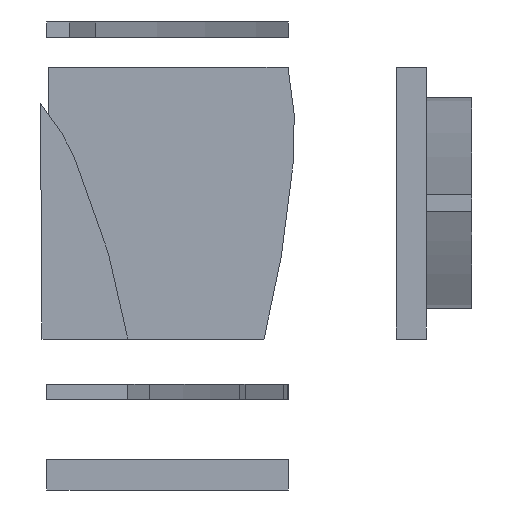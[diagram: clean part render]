
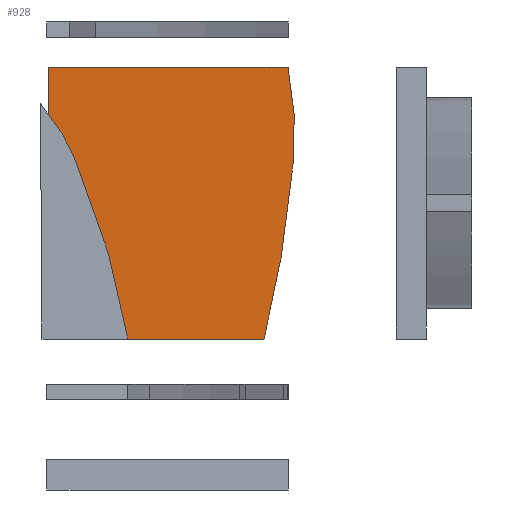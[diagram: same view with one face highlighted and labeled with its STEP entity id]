
A CAD part, front view. The second image highlights one B-rep face of the part: STEP entity #928.
In plain terms, the highlighted planar face has unit normal (0, -1, 0).
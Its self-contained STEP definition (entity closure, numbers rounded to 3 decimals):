
#53=B_SPLINE_CURVE_WITH_KNOTS('',3,(#1797,#1798,#1799,#1800,#1801,#1802,
#1803,#1804,#1805,#1806,#1807,#1808,#1809,#1810),.UNSPECIFIED.,.F.,.F.,
(4,2,2,2,2,2,4),(-17.751,-13.39,-8.675,
-8.441,-6.991,-2.418,-0.052),
 .UNSPECIFIED.);
#89=FACE_OUTER_BOUND('',#146,.T.);
#146=EDGE_LOOP('',(#737,#738,#739,#740));
#218=LINE('',#1756,#324);
#222=LINE('',#1764,#328);
#226=LINE('',#1828,#332);
#324=VECTOR('',#1104,10.);
#328=VECTOR('',#1110,10.);
#332=VECTOR('',#1116,10.);
#424=VERTEX_POINT('',#1754);
#425=VERTEX_POINT('',#1755);
#428=VERTEX_POINT('',#1763);
#430=VERTEX_POINT('',#1796);
#529=EDGE_CURVE('',#424,#425,#218,.T.);
#533=EDGE_CURVE('',#425,#428,#222,.T.);
#536=EDGE_CURVE('',#430,#428,#53,.T.);
#539=EDGE_CURVE('',#430,#424,#226,.T.);
#737=ORIENTED_EDGE('',*,*,#539,.T.);
#738=ORIENTED_EDGE('',*,*,#529,.T.);
#739=ORIENTED_EDGE('',*,*,#533,.T.);
#740=ORIENTED_EDGE('',*,*,#536,.F.);
#875=PLANE('',#995);
#928=ADVANCED_FACE('',(#89),#875,.F.);
#995=AXIS2_PLACEMENT_3D('',#1831,#1120,#1121);
#1104=DIRECTION('',(0.,0.,-1.));
#1110=DIRECTION('',(1.,0.,0.));
#1116=DIRECTION('',(-1.,0.,0.));
#1120=DIRECTION('center_axis',(0.,1.,0.));
#1121=DIRECTION('ref_axis',(1.,0.,0.));
#1754=CARTESIAN_POINT('',(-130.,750.,180.));
#1755=CARTESIAN_POINT('',(-130.,750.,0.));
#1756=CARTESIAN_POINT('',(-130.,750.,180.));
#1763=CARTESIAN_POINT('',(12.52,750.,0.));
#1764=CARTESIAN_POINT('',(0.,750.,0.));
#1796=CARTESIAN_POINT('',(28.449,750.,180.));
#1797=CARTESIAN_POINT('Ctrl Pts',(28.449,750.,180.));
#1798=CARTESIAN_POINT('Ctrl Pts',(31.397,750.,164.412));
#1799=CARTESIAN_POINT('Ctrl Pts',(33.16,750.,149.125));
#1800=CARTESIAN_POINT('Ctrl Pts',(32.658,750.,116.253));
#1801=CARTESIAN_POINT('Ctrl Pts',(29.662,750.,99.386));
#1802=CARTESIAN_POINT('Ctrl Pts',(27.238,750.,80.848));
#1803=CARTESIAN_POINT('Ctrl Pts',(27.135,750.,80.042));
#1804=CARTESIAN_POINT('Ctrl Pts',(26.385,750.,74.114));
#1805=CARTESIAN_POINT('Ctrl Pts',(25.783,750.,69.002));
#1806=CARTESIAN_POINT('Ctrl Pts',(23.193,750.,47.79));
#1807=CARTESIAN_POINT('Ctrl Pts',(21.765,750.,37.765));
#1808=CARTESIAN_POINT('Ctrl Pts',(16.683,750.,15.204));
#1809=CARTESIAN_POINT('Ctrl Pts',(14.735,750.,7.569));
#1810=CARTESIAN_POINT('Ctrl Pts',(12.52,750.,0.));
#1828=CARTESIAN_POINT('',(0.,750.,180.));
#1831=CARTESIAN_POINT('Origin',(-48.42,750.,90.));
